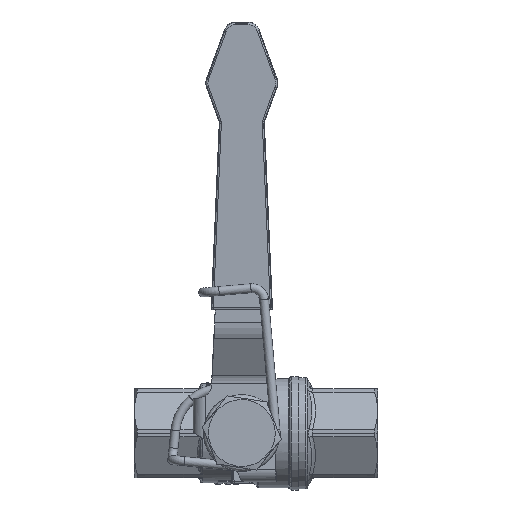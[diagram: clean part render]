
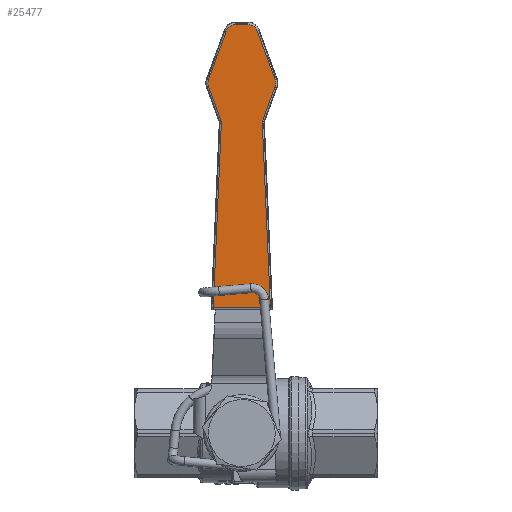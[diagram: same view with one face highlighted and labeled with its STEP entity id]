
A CAD part, top view. The second image highlights one B-rep face of the part: STEP entity #25477.
In plain terms, the highlighted planar face has unit normal (0, -0.035, 0.999).
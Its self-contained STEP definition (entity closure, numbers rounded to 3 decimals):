
#4867=CARTESIAN_POINT('',(7.051,30.879,35.212));
#4868=VERTEX_POINT('',#4867);
#4876=CARTESIAN_POINT('',(-7.051,30.879,35.212));
#4877=VERTEX_POINT('',#4876);
#4878=CARTESIAN_POINT('',(7.051,30.879,35.212));
#4879=DIRECTION('',(-1.,-0.,-0.));
#4880=VECTOR('',#4879,14.102);
#4881=LINE('',#4878,#4880);
#4882=EDGE_CURVE('',#4868,#4877,#4881,.T.);
#25316=CARTESIAN_POINT('',(-0.628,37.7,35.45));
#25317=DIRECTION('',(0.,-0.035,0.999));
#25318=DIRECTION('',(1.,0.,0.));
#25319=AXIS2_PLACEMENT_3D('',#25316,#25317,#25318);
#25320=PLANE('',#25319);
#25321=CARTESIAN_POINT('',(-5.059,76.476,36.804));
#25322=VERTEX_POINT('',#25321);
#25323=CARTESIAN_POINT('',(-7.051,30.879,35.212));
#25324=CARTESIAN_POINT('',(-5.059,76.476,36.804));
#25325=B_SPLINE_CURVE_WITH_KNOTS('',1,(#25323,#25324),.UNSPECIFIED.,.F.,.F.,(2,2),(0.,45.668),.UNSPECIFIED.);
#25326=EDGE_CURVE('',#4877,#25322,#25325,.T.);
#25327=ORIENTED_EDGE('',*,*,#25326,.F.);
#25328=ORIENTED_EDGE('',*,*,#4882,.F.);
#25329=CARTESIAN_POINT('',(5.059,76.476,36.804));
#25330=VERTEX_POINT('',#25329);
#25331=CARTESIAN_POINT('',(5.059,76.476,36.804));
#25332=CARTESIAN_POINT('',(7.051,30.879,35.212));
#25333=B_SPLINE_CURVE_WITH_KNOTS('',1,(#25331,#25332),.UNSPECIFIED.,.F.,.F.,(2,2),(0.,45.668),.UNSPECIFIED.);
#25334=EDGE_CURVE('',#25330,#4868,#25333,.T.);
#25335=ORIENTED_EDGE('',*,*,#25334,.F.);
#25336=CARTESIAN_POINT('',(5.148,77.054,36.825));
#25337=VERTEX_POINT('',#25336);
#25338=CARTESIAN_POINT('',(6.558,76.541,36.807));
#25339=DIRECTION('',(0.,-0.035,0.999));
#25340=DIRECTION('',(0.,0.999,0.035));
#25341=AXIS2_PLACEMENT_3D('',#25338,#25339,#25340);
#25342=CIRCLE('',#25341,1.5);
#25343=EDGE_CURVE('',#25337,#25330,#25342,.T.);
#25344=ORIENTED_EDGE('',*,*,#25343,.F.);
#25345=CARTESIAN_POINT('',(8.221,85.491,37.119));
#25346=VERTEX_POINT('',#25345);
#25347=CARTESIAN_POINT('',(8.221,85.491,37.119));
#25348=CARTESIAN_POINT('',(5.148,77.054,36.825));
#25349=B_SPLINE_CURVE_WITH_KNOTS('',1,(#25347,#25348),.UNSPECIFIED.,.F.,.F.,(2,2),(0.,8.984),.UNSPECIFIED.);
#25350=EDGE_CURVE('',#25346,#25337,#25349,.T.);
#25351=ORIENTED_EDGE('',*,*,#25350,.F.);
#25352=CARTESIAN_POINT('',(8.221,87.2,37.179));
#25353=VERTEX_POINT('',#25352);
#25354=CARTESIAN_POINT('',(5.872,86.345,37.149));
#25355=DIRECTION('',(-0.,0.035,-0.999));
#25356=DIRECTION('',(-0.,-0.999,-0.035));
#25357=AXIS2_PLACEMENT_3D('',#25354,#25355,#25356);
#25358=CIRCLE('',#25357,2.5);
#25359=EDGE_CURVE('',#25353,#25346,#25358,.T.);
#25360=ORIENTED_EDGE('',*,*,#25359,.F.);
#25361=CARTESIAN_POINT('',(3.853,99.192,37.598));
#25362=VERTEX_POINT('',#25361);
#25363=CARTESIAN_POINT('',(3.853,99.192,37.598));
#25364=CARTESIAN_POINT('',(8.221,87.2,37.179));
#25365=B_SPLINE_CURVE_WITH_KNOTS('',1,(#25363,#25364),.UNSPECIFIED.,.F.,.F.,(2,2),(0.,12.77),.UNSPECIFIED.);
#25366=EDGE_CURVE('',#25362,#25353,#25365,.T.);
#25367=ORIENTED_EDGE('',*,*,#25366,.F.);
#25368=CARTESIAN_POINT('',(1.504,100.836,37.655));
#25369=VERTEX_POINT('',#25368);
#25370=CARTESIAN_POINT('',(1.504,100.836,37.655));
#25371=CARTESIAN_POINT('',(1.631,100.836,37.655));
#25372=CARTESIAN_POINT('',(1.759,100.827,37.655));
#25373=CARTESIAN_POINT('',(1.884,100.807,37.654));
#25374=CARTESIAN_POINT('',(2.01,100.788,37.653));
#25375=CARTESIAN_POINT('',(2.134,100.759,37.652));
#25376=CARTESIAN_POINT('',(2.256,100.721,37.651));
#25377=CARTESIAN_POINT('',(2.377,100.682,37.65));
#25378=CARTESIAN_POINT('',(2.496,100.635,37.648));
#25379=CARTESIAN_POINT('',(2.61,100.579,37.646));
#25380=CARTESIAN_POINT('',(2.724,100.522,37.644));
#25381=CARTESIAN_POINT('',(2.834,100.457,37.642));
#25382=CARTESIAN_POINT('',(2.938,100.385,37.639));
#25383=CARTESIAN_POINT('',(3.042,100.312,37.637));
#25384=CARTESIAN_POINT('',(3.141,100.231,37.634));
#25385=CARTESIAN_POINT('',(3.233,100.143,37.631));
#25386=CARTESIAN_POINT('',(3.325,100.055,37.628));
#25387=CARTESIAN_POINT('',(3.41,99.96,37.625));
#25388=CARTESIAN_POINT('',(3.487,99.859,37.621));
#25389=CARTESIAN_POINT('',(3.565,99.758,37.617));
#25390=CARTESIAN_POINT('',(3.635,99.651,37.614));
#25391=CARTESIAN_POINT('',(3.696,99.54,37.61));
#25392=CARTESIAN_POINT('',(3.757,99.428,37.606));
#25393=CARTESIAN_POINT('',(3.81,99.312,37.602));
#25394=CARTESIAN_POINT('',(3.853,99.192,37.598));
#25395=B_SPLINE_CURVE_WITH_KNOTS('',3,(#25370,#25371,#25372,#25373,#25374,#25375,#25376,#25377,#25378,#25379,#25380,#25381,#25382,#25383,#25384,#25385,#25386,#25387,#25388,#25389,#25390,#25391,#25392,#25393,#25394),.UNSPECIFIED.,.F.,.F.,(4,3,3,3,3,3,3,3,4),(325.,333.75,342.5,351.25,360.,368.75,377.5,386.25,395.),.UNSPECIFIED.);
#25396=EDGE_CURVE('',#25369,#25362,#25395,.T.);
#25397=ORIENTED_EDGE('',*,*,#25396,.F.);
#25398=CARTESIAN_POINT('',(-1.504,100.836,37.655));
#25399=VERTEX_POINT('',#25398);
#25400=CARTESIAN_POINT('',(-1.504,100.836,37.655));
#25401=DIRECTION('',(1.,0.,0.));
#25402=VECTOR('',#25401,3.008);
#25403=LINE('',#25400,#25402);
#25404=EDGE_CURVE('',#25399,#25369,#25403,.T.);
#25405=ORIENTED_EDGE('',*,*,#25404,.F.);
#25406=CARTESIAN_POINT('',(-3.853,99.192,37.598));
#25407=VERTEX_POINT('',#25406);
#25408=CARTESIAN_POINT('',(-3.853,99.192,37.598));
#25409=CARTESIAN_POINT('',(-3.81,99.312,37.602));
#25410=CARTESIAN_POINT('',(-3.757,99.428,37.606));
#25411=CARTESIAN_POINT('',(-3.696,99.54,37.61));
#25412=CARTESIAN_POINT('',(-3.635,99.651,37.614));
#25413=CARTESIAN_POINT('',(-3.565,99.758,37.617));
#25414=CARTESIAN_POINT('',(-3.487,99.859,37.621));
#25415=CARTESIAN_POINT('',(-3.41,99.96,37.625));
#25416=CARTESIAN_POINT('',(-3.325,100.055,37.628));
#25417=CARTESIAN_POINT('',(-3.233,100.143,37.631));
#25418=CARTESIAN_POINT('',(-3.141,100.231,37.634));
#25419=CARTESIAN_POINT('',(-3.042,100.312,37.637));
#25420=CARTESIAN_POINT('',(-2.938,100.385,37.639));
#25421=CARTESIAN_POINT('',(-2.834,100.457,37.642));
#25422=CARTESIAN_POINT('',(-2.724,100.522,37.644));
#25423=CARTESIAN_POINT('',(-2.61,100.579,37.646));
#25424=CARTESIAN_POINT('',(-2.496,100.635,37.648));
#25425=CARTESIAN_POINT('',(-2.377,100.682,37.65));
#25426=CARTESIAN_POINT('',(-2.256,100.721,37.651));
#25427=CARTESIAN_POINT('',(-2.134,100.759,37.652));
#25428=CARTESIAN_POINT('',(-2.01,100.788,37.653));
#25429=CARTESIAN_POINT('',(-1.884,100.807,37.654));
#25430=CARTESIAN_POINT('',(-1.759,100.827,37.655));
#25431=CARTESIAN_POINT('',(-1.631,100.836,37.655));
#25432=CARTESIAN_POINT('',(-1.504,100.836,37.655));
#25433=B_SPLINE_CURVE_WITH_KNOTS('',3,(#25408,#25409,#25410,#25411,#25412,#25413,#25414,#25415,#25416,#25417,#25418,#25419,#25420,#25421,#25422,#25423,#25424,#25425,#25426,#25427,#25428,#25429,#25430,#25431,#25432),.UNSPECIFIED.,.F.,.F.,(4,3,3,3,3,3,3,3,4),(325.,333.75,342.5,351.25,360.,368.75,377.5,386.25,395.),.UNSPECIFIED.);
#25434=EDGE_CURVE('',#25407,#25399,#25433,.T.);
#25435=ORIENTED_EDGE('',*,*,#25434,.F.);
#25436=CARTESIAN_POINT('',(-8.221,87.2,37.179));
#25437=VERTEX_POINT('',#25436);
#25438=CARTESIAN_POINT('',(-8.221,87.2,37.179));
#25439=CARTESIAN_POINT('',(-3.853,99.192,37.598));
#25440=B_SPLINE_CURVE_WITH_KNOTS('',1,(#25438,#25439),.UNSPECIFIED.,.F.,.F.,(2,2),(0.,12.77),.UNSPECIFIED.);
#25441=EDGE_CURVE('',#25437,#25407,#25440,.T.);
#25442=ORIENTED_EDGE('',*,*,#25441,.F.);
#25443=CARTESIAN_POINT('',(-8.221,85.491,37.119));
#25444=VERTEX_POINT('',#25443);
#25445=CARTESIAN_POINT('',(-8.221,85.491,37.119));
#25446=CARTESIAN_POINT('',(-8.271,85.627,37.124));
#25447=CARTESIAN_POINT('',(-8.308,85.768,37.129));
#25448=CARTESIAN_POINT('',(-8.334,85.911,37.134));
#25449=CARTESIAN_POINT('',(-8.359,86.054,37.139));
#25450=CARTESIAN_POINT('',(-8.372,86.2,37.144));
#25451=CARTESIAN_POINT('',(-8.372,86.345,37.149));
#25452=CARTESIAN_POINT('',(-8.372,86.491,37.154));
#25453=CARTESIAN_POINT('',(-8.359,86.636,37.159));
#25454=CARTESIAN_POINT('',(-8.334,86.779,37.164));
#25455=CARTESIAN_POINT('',(-8.308,86.922,37.169));
#25456=CARTESIAN_POINT('',(-8.271,87.063,37.174));
#25457=CARTESIAN_POINT('',(-8.221,87.2,37.179));
#25458=B_SPLINE_CURVE_WITH_KNOTS('',3,(#25445,#25446,#25447,#25448,#25449,#25450,#25451,#25452,#25453,#25454,#25455,#25456,#25457),.UNSPECIFIED.,.F.,.F.,(4,3,3,3,4),(340.,350.,360.,370.,380.),.UNSPECIFIED.);
#25459=EDGE_CURVE('',#25444,#25437,#25458,.T.);
#25460=ORIENTED_EDGE('',*,*,#25459,.F.);
#25461=CARTESIAN_POINT('',(-5.148,77.054,36.825));
#25462=VERTEX_POINT('',#25461);
#25463=CARTESIAN_POINT('',(-5.148,77.054,36.825));
#25464=CARTESIAN_POINT('',(-8.221,85.491,37.119));
#25465=B_SPLINE_CURVE_WITH_KNOTS('',1,(#25463,#25464),.UNSPECIFIED.,.F.,.F.,(2,2),(0.,8.984),.UNSPECIFIED.);
#25466=EDGE_CURVE('',#25462,#25444,#25465,.T.);
#25467=ORIENTED_EDGE('',*,*,#25466,.F.);
#25468=CARTESIAN_POINT('',(-6.558,76.541,36.807));
#25469=DIRECTION('',(0.,-0.035,0.999));
#25470=DIRECTION('',(0.,0.999,0.035));
#25471=AXIS2_PLACEMENT_3D('',#25468,#25469,#25470);
#25472=CIRCLE('',#25471,1.5);
#25473=EDGE_CURVE('',#25322,#25462,#25472,.T.);
#25474=ORIENTED_EDGE('',*,*,#25473,.F.);
#25475=EDGE_LOOP('',(#25327,#25328,#25335,#25344,#25351,#25360,#25367,#25397,#25405,#25435,#25442,#25460,#25467,#25474));
#25476=FACE_BOUND('',#25475,.T.);
#25477=ADVANCED_FACE('',(#25476),#25320,.T.);
